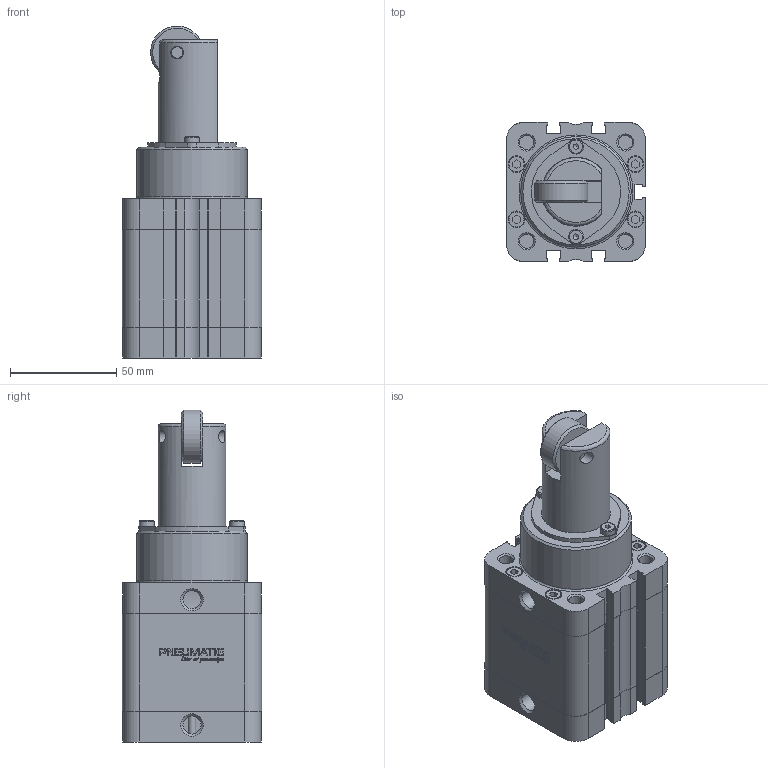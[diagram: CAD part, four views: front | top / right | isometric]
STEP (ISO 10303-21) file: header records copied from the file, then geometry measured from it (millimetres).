
FILE_DESCRIPTION(/* description */ (''),/* implementation_level */ '2;1');
FILE_NAME(/* name */ 'C-S-050-0030P.stp',/* time_stamp */ '2017-02-09T14:41:10+01:00',/* author */ (''),/* organization */ (''),/* preprocessor_version */ 'ST-DEVELOPER v15.2',/* originating_system */ 'Autodesk Translator Framework v2.0.0.5431',/* authorisation */ '');
FILE_SCHEMA (('AUTOMOTIVE_DESIGN { 1 0 10303 214 3 1 1 }'));
Products named in the file (1): (Unsaved)
Bounding box: 65.5 x 65.5 x 156.3 mm (x, y, z)
Volume: 301987.1 mm3; surface area: 78297.3 mm2
Topology: 4 solids, 14 shells, 1362 faces, 3699 edges, 2415 vertices
Faces by surface type: bspline 641, plane 443, cylinder 203, cone 53, torus 22
Full cylindrical faces by diameter (mm): 3.5 x1, 5.9 x8, 6 x3, 6.1 x1, 6.647 x9, 7 x2, 7.5 x8, 8 x8, 8.566 x2, 10.5 x4, 12 x1, 16 x1, 25 x1, 32 x1, 34 x2, 36 x1, 37.5 x1, 50 x1, 52 x1
Entity records: 48048 total; most frequent: CARTESIAN_POINT 18347, ORIENTED_EDGE 7144, DIRECTION 4166, EDGE_CURVE 3552, VERTEX_POINT 2394, LINE 1756, VECTOR 1756, EDGE_LOOP 1584
